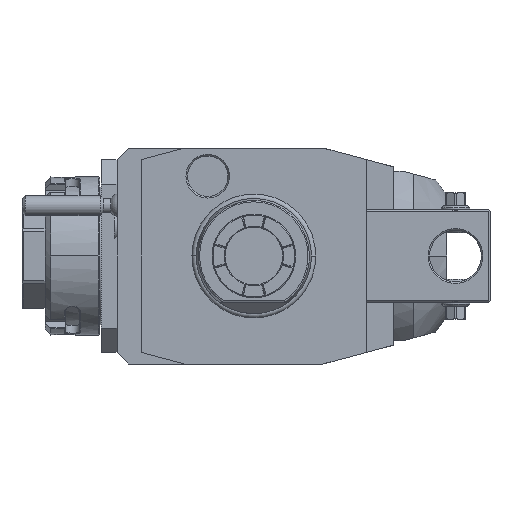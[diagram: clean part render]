
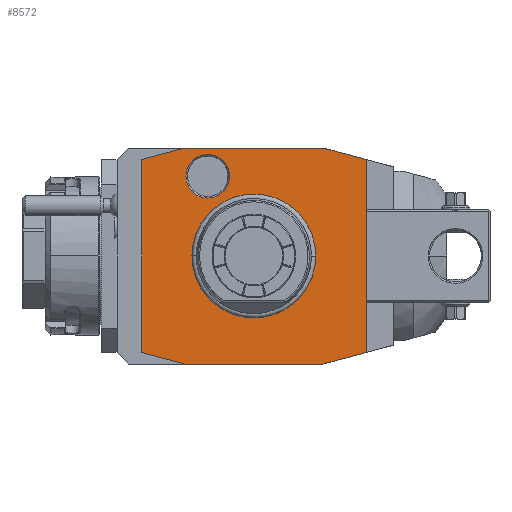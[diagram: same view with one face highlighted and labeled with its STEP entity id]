
A CAD part, front view. The second image highlights one B-rep face of the part: STEP entity #8572.
In plain terms, the highlighted planar face has unit normal (0, -1, 0).
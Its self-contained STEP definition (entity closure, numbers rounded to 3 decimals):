
#1=DIRECTION('',(-1.,0.,0.));
#2=VECTOR('',#1,48.);
#3=CARTESIAN_POINT('',(24.,0.,37.5));
#4=LINE('',#3,#2);
#5=DIRECTION('',(-0.966,0.,0.259));
#6=VECTOR('',#5,15.529);
#7=CARTESIAN_POINT('',(39.,0.,33.481));
#8=LINE('',#7,#6);
#9=DIRECTION('',(0.,0.,1.));
#10=VECTOR('',#9,66.962);
#11=CARTESIAN_POINT('',(39.,0.,-33.481));
#12=LINE('',#11,#10);
#13=DIRECTION('',(0.966,0.,0.259));
#14=VECTOR('',#13,15.529);
#15=CARTESIAN_POINT('',(24.,0.,-37.5));
#16=LINE('',#15,#14);
#17=DIRECTION('',(1.,0.,0.));
#18=VECTOR('',#17,48.);
#19=CARTESIAN_POINT('',(-24.,0.,-37.5));
#20=LINE('',#19,#18);
#21=DIRECTION('',(0.966,0.,-0.259));
#22=VECTOR('',#21,15.529);
#23=CARTESIAN_POINT('',(-39.,0.,-33.481));
#24=LINE('',#23,#22);
#25=DIRECTION('',(0.,0.,-1.));
#26=VECTOR('',#25,66.962);
#27=CARTESIAN_POINT('',(-39.,0.,33.481));
#28=LINE('',#27,#26);
#29=DIRECTION('',(-0.966,0.,-0.259));
#30=VECTOR('',#29,15.529);
#31=CARTESIAN_POINT('',(-24.,0.,37.5));
#32=LINE('',#31,#30);
#33=CARTESIAN_POINT('',(-16.,0.,27.713));
#34=DIRECTION('',(0.,1.,0.));
#35=DIRECTION('',(1.,0.,0.));
#36=AXIS2_PLACEMENT_3D('',#33,#34,#35);
#38=CARTESIAN_POINT('',(-16.,0.,27.713));
#39=DIRECTION('',(0.,1.,0.));
#40=DIRECTION('',(-1.,0.,0.));
#41=AXIS2_PLACEMENT_3D('',#38,#39,#40);
#5213=CARTESIAN_POINT('',(0.,0.,0.));
#5214=DIRECTION('',(0.,1.,0.));
#5215=DIRECTION('',(-1.,0.,0.));
#5216=AXIS2_PLACEMENT_3D('',#5213,#5214,#5215);
#5218=CARTESIAN_POINT('',(0.,0.,0.));
#5219=DIRECTION('',(0.,1.,0.));
#5220=DIRECTION('',(1.,0.,0.));
#5221=AXIS2_PLACEMENT_3D('',#5218,#5219,#5220);
#7554=CARTESIAN_POINT('',(-8.423,0.,27.713));
#7555=CARTESIAN_POINT('',(-23.577,0.,27.713));
#7556=VERTEX_POINT('',#7554);
#7557=VERTEX_POINT('',#7555);
#8379=CARTESIAN_POINT('',(24.,0.,37.5));
#8380=CARTESIAN_POINT('',(-24.,0.,37.5));
#8381=VERTEX_POINT('',#8379);
#8382=VERTEX_POINT('',#8380);
#8383=CARTESIAN_POINT('',(39.,0.,-33.481));
#8384=CARTESIAN_POINT('',(39.,0.,33.481));
#8385=VERTEX_POINT('',#8383);
#8386=VERTEX_POINT('',#8384);
#8387=CARTESIAN_POINT('',(-39.,0.,-33.481));
#8388=CARTESIAN_POINT('',(-24.,0.,-37.5));
#8389=VERTEX_POINT('',#8387);
#8390=VERTEX_POINT('',#8388);
#8391=CARTESIAN_POINT('',(-39.,0.,33.481));
#8392=VERTEX_POINT('',#8391);
#8417=CARTESIAN_POINT('',(24.,0.,-37.5));
#8418=VERTEX_POINT('',#8417);
#8443=CARTESIAN_POINT('',(-21.137,0.,0.));
#8444=CARTESIAN_POINT('',(21.137,0.,0.));
#8445=VERTEX_POINT('',#8443);
#8446=VERTEX_POINT('',#8444);
#8537=CARTESIAN_POINT('',(0.,0.,0.));
#8538=DIRECTION('',(0.,-1.,0.));
#8539=DIRECTION('',(-1.,0.,0.));
#8540=AXIS2_PLACEMENT_3D('',#8537,#8538,#8539);
#8541=PLANE('',#8540);
#8543=ORIENTED_EDGE('',*,*,#8542,.F.);
#8545=ORIENTED_EDGE('',*,*,#8544,.F.);
#8547=ORIENTED_EDGE('',*,*,#8546,.F.);
#8549=ORIENTED_EDGE('',*,*,#8548,.F.);
#8551=ORIENTED_EDGE('',*,*,#8550,.F.);
#8553=ORIENTED_EDGE('',*,*,#8552,.F.);
#8555=ORIENTED_EDGE('',*,*,#8554,.F.);
#8557=ORIENTED_EDGE('',*,*,#8556,.F.);
#8558=EDGE_LOOP('',(#8543,#8545,#8547,#8549,#8551,#8553,#8555,#8557));
#8559=FACE_OUTER_BOUND('',#8558,.F.);
#8561=ORIENTED_EDGE('',*,*,#8560,.F.);
#8563=ORIENTED_EDGE('',*,*,#8562,.F.);
#8564=EDGE_LOOP('',(#8561,#8563));
#8565=FACE_BOUND('',#8564,.F.);
#8567=ORIENTED_EDGE('',*,*,#8566,.F.);
#8569=ORIENTED_EDGE('',*,*,#8568,.F.);
#8570=EDGE_LOOP('',(#8567,#8569));
#8571=FACE_BOUND('',#8570,.F.);
#37=CIRCLE('',#36,7.577);
#42=CIRCLE('',#41,7.577);
#5217=CIRCLE('',#5216,21.137);
#5222=CIRCLE('',#5221,21.137);
#8542=EDGE_CURVE('',#8381,#8382,#4,.T.);
#8544=EDGE_CURVE('',#8386,#8381,#8,.T.);
#8546=EDGE_CURVE('',#8385,#8386,#12,.T.);
#8548=EDGE_CURVE('',#8418,#8385,#16,.T.);
#8550=EDGE_CURVE('',#8390,#8418,#20,.T.);
#8552=EDGE_CURVE('',#8389,#8390,#24,.T.);
#8554=EDGE_CURVE('',#8392,#8389,#28,.T.);
#8556=EDGE_CURVE('',#8382,#8392,#32,.T.);
#8560=EDGE_CURVE('',#8445,#8446,#5217,.T.);
#8562=EDGE_CURVE('',#8446,#8445,#5222,.T.);
#8566=EDGE_CURVE('',#7556,#7557,#37,.T.);
#8568=EDGE_CURVE('',#7557,#7556,#42,.T.);
#8572=ADVANCED_FACE('',(#8559,#8565,#8571),#8541,.T.);
